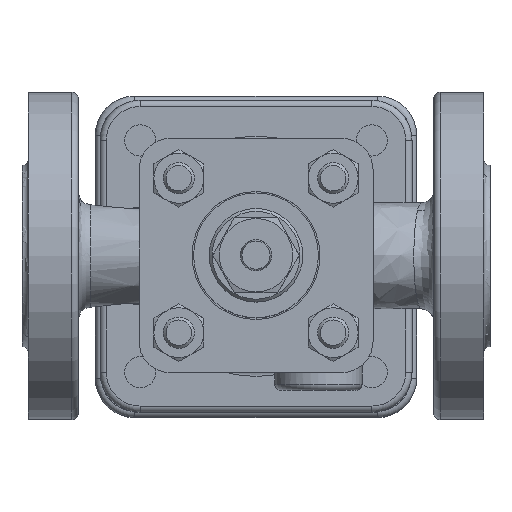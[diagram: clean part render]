
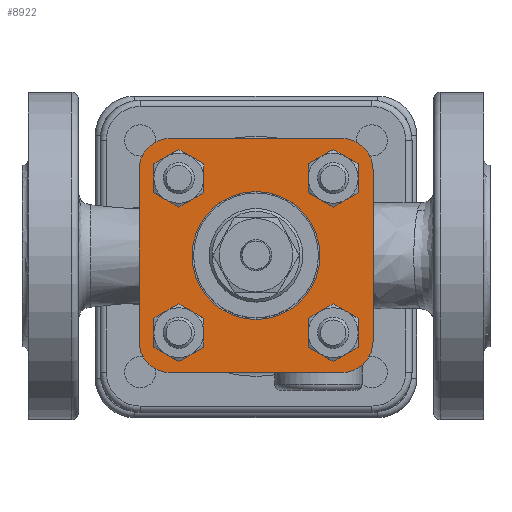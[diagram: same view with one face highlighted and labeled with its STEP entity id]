
A CAD part, top view. The second image highlights one B-rep face of the part: STEP entity #8922.
In plain terms, the highlighted planar face has unit normal (0, 0, 1).
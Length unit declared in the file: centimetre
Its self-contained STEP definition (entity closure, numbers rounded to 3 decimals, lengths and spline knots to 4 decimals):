
#868=LINE('',#19736,#1352);
#870=LINE('',#19739,#1354);
#872=LINE('',#19742,#1356);
#873=LINE('',#19744,#1357);
#1352=VECTOR('',#11850,5.5);
#1354=VECTOR('',#11854,5.5);
#1356=VECTOR('',#11858,5.5);
#1357=VECTOR('',#11861,5.5);
#1584=PLANE('',#9741);
#1870=FACE_BOUND('',#3258,.T.);
#1871=FACE_BOUND('',#3259,.T.);
#1872=FACE_BOUND('',#3260,.T.);
#1873=FACE_BOUND('',#3261,.T.);
#1874=FACE_BOUND('',#3262,.T.);
#2535=FACE_OUTER_BOUND('',#3257,.T.);
#3257=EDGE_LOOP('',(#8045,#8046,#8047,#8048,#8049,#8050,#8051,#8052));
#3258=EDGE_LOOP('',(#8053));
#3259=EDGE_LOOP('',(#8054));
#3260=EDGE_LOOP('',(#8055));
#3261=EDGE_LOOP('',(#8056));
#3262=EDGE_LOOP('',(#8057));
#3646=CIRCLE('',#9727,1.);
#3648=CIRCLE('',#9730,1.);
#3650=CIRCLE('',#9733,1.);
#3652=CIRCLE('',#9736,1.);
#3653=CIRCLE('',#9742,0.55);
#3654=CIRCLE('',#9743,0.55);
#3655=CIRCLE('',#9744,0.55);
#3656=CIRCLE('',#9745,0.55);
#3657=CIRCLE('',#9746,2.05);
#4445=VERTEX_POINT('',#19702);
#4446=VERTEX_POINT('',#19704);
#4449=VERTEX_POINT('',#19711);
#4450=VERTEX_POINT('',#19713);
#4453=VERTEX_POINT('',#19720);
#4454=VERTEX_POINT('',#19722);
#4457=VERTEX_POINT('',#19729);
#4458=VERTEX_POINT('',#19731);
#4459=VERTEX_POINT('',#19747);
#4460=VERTEX_POINT('',#19749);
#4461=VERTEX_POINT('',#19751);
#4462=VERTEX_POINT('',#19753);
#4463=VERTEX_POINT('',#19755);
#5641=EDGE_CURVE('',#4446,#4445,#3646,.T.);
#5645=EDGE_CURVE('',#4450,#4449,#3648,.T.);
#5649=EDGE_CURVE('',#4454,#4453,#3650,.T.);
#5653=EDGE_CURVE('',#4458,#4457,#3652,.T.);
#5656=EDGE_CURVE('',#4450,#4445,#868,.T.);
#5658=EDGE_CURVE('',#4454,#4449,#870,.T.);
#5660=EDGE_CURVE('',#4458,#4453,#872,.T.);
#5661=EDGE_CURVE('',#4446,#4457,#873,.T.);
#5663=EDGE_CURVE('',#4459,#4459,#3653,.T.);
#5664=EDGE_CURVE('',#4460,#4460,#3654,.T.);
#5665=EDGE_CURVE('',#4461,#4461,#3655,.T.);
#5666=EDGE_CURVE('',#4462,#4462,#3656,.T.);
#5667=EDGE_CURVE('',#4463,#4463,#3657,.T.);
#8045=ORIENTED_EDGE('',*,*,#5660,.F.);
#8046=ORIENTED_EDGE('',*,*,#5653,.T.);
#8047=ORIENTED_EDGE('',*,*,#5661,.F.);
#8048=ORIENTED_EDGE('',*,*,#5641,.T.);
#8049=ORIENTED_EDGE('',*,*,#5656,.F.);
#8050=ORIENTED_EDGE('',*,*,#5645,.T.);
#8051=ORIENTED_EDGE('',*,*,#5658,.F.);
#8052=ORIENTED_EDGE('',*,*,#5649,.T.);
#8053=ORIENTED_EDGE('',*,*,#5663,.T.);
#8054=ORIENTED_EDGE('',*,*,#5664,.T.);
#8055=ORIENTED_EDGE('',*,*,#5665,.T.);
#8056=ORIENTED_EDGE('',*,*,#5666,.T.);
#8057=ORIENTED_EDGE('',*,*,#5667,.T.);
#8922=ADVANCED_FACE('',(#2535,#1870,#1871,#1872,#1873,#1874),#1584,.F.);
#9727=AXIS2_PLACEMENT_3D('',#19705,#11820,#11821);
#9730=AXIS2_PLACEMENT_3D('',#19714,#11828,#11829);
#9733=AXIS2_PLACEMENT_3D('',#19723,#11836,#11837);
#9736=AXIS2_PLACEMENT_3D('',#19732,#11844,#11845);
#9741=AXIS2_PLACEMENT_3D('',#19746,#11863,#11864);
#9742=AXIS2_PLACEMENT_3D('',#19748,#11865,#11866);
#9743=AXIS2_PLACEMENT_3D('',#19750,#11867,#11868);
#9744=AXIS2_PLACEMENT_3D('',#19752,#11869,#11870);
#9745=AXIS2_PLACEMENT_3D('',#19754,#11871,#11872);
#9746=AXIS2_PLACEMENT_3D('',#19756,#11873,#11874);
#11820=DIRECTION('center_axis',(0.,0.,
1.));
#11821=DIRECTION('ref_axis',(1.,0.,0.));
#11828=DIRECTION('center_axis',(0.,0.,
1.));
#11829=DIRECTION('ref_axis',(1.,0.,0.));
#11836=DIRECTION('center_axis',(0.,0.,
1.));
#11837=DIRECTION('ref_axis',(1.,0.,0.));
#11844=DIRECTION('center_axis',(0.,0.,
1.));
#11845=DIRECTION('ref_axis',(1.,0.,0.));
#11850=DIRECTION('',(-1.,0.,0.));
#11854=DIRECTION('',(0.,-1.,0.));
#11858=DIRECTION('',(1.,0.,0.));
#11861=DIRECTION('',(0.,1.,0.));
#11863=DIRECTION('center_axis',(0.,0.,
-1.));
#11864=DIRECTION('ref_axis',(1.,0.,0.));
#11865=DIRECTION('center_axis',(0.,0.,
-1.));
#11866=DIRECTION('ref_axis',(1.,0.,0.));
#11867=DIRECTION('center_axis',(0.,0.,
-1.));
#11868=DIRECTION('ref_axis',(1.,0.,0.));
#11869=DIRECTION('center_axis',(0.,0.,
-1.));
#11870=DIRECTION('ref_axis',(1.,0.,0.));
#11871=DIRECTION('center_axis',(0.,0.,
-1.));
#11872=DIRECTION('ref_axis',(1.,0.,0.));
#11873=DIRECTION('center_axis',(0.,0.,
-1.));
#11874=DIRECTION('ref_axis',(1.,0.,0.));
#19702=CARTESIAN_POINT('',(-3.5567,-4.0661,15.31));
#19704=CARTESIAN_POINT('',(-4.5567,-3.0661,15.31));
#19705=CARTESIAN_POINT('Origin',(-3.5567,-3.0661,15.31));
#19711=CARTESIAN_POINT('',(2.9433,-3.0661,15.31));
#19713=CARTESIAN_POINT('',(1.9433,-4.0661,15.31));
#19714=CARTESIAN_POINT('Origin',(1.9433,-3.0661,15.31));
#19720=CARTESIAN_POINT('',(1.9433,3.4339,15.31));
#19722=CARTESIAN_POINT('',(2.9433,2.4339,15.31));
#19723=CARTESIAN_POINT('Origin',(1.9433,2.4339,15.31));
#19729=CARTESIAN_POINT('',(-4.5567,2.4339,15.31));
#19731=CARTESIAN_POINT('',(-3.5567,3.4339,15.31));
#19732=CARTESIAN_POINT('Origin',(-3.5567,2.4339,15.31));
#19736=CARTESIAN_POINT('',(-4.5567,-4.0661,15.31));
#19739=CARTESIAN_POINT('',(2.9433,-4.0661,15.31));
#19742=CARTESIAN_POINT('',(-4.5567,3.4339,15.31));
#19744=CARTESIAN_POINT('',(-4.5567,-4.0661,15.31));
#19746=CARTESIAN_POINT('Origin',(-4.5567,3.4339,15.31));
#19747=CARTESIAN_POINT('',(-3.8316,-2.791,15.31));
#19748=CARTESIAN_POINT('Origin',(-3.2816,-2.791,15.31));
#19749=CARTESIAN_POINT('',(-3.8316,2.1587,15.31));
#19750=CARTESIAN_POINT('Origin',(-3.2816,2.1587,15.31));
#19751=CARTESIAN_POINT('',(1.1182,2.1587,15.31));
#19752=CARTESIAN_POINT('Origin',(1.6682,2.1587,15.31));
#19753=CARTESIAN_POINT('',(1.1182,-2.791,15.31));
#19754=CARTESIAN_POINT('Origin',(1.6682,-2.791,15.31));
#19755=CARTESIAN_POINT('',(-2.8567,-0.3161,15.31));
#19756=CARTESIAN_POINT('Origin',(-0.8067,-0.3161,
15.31));
